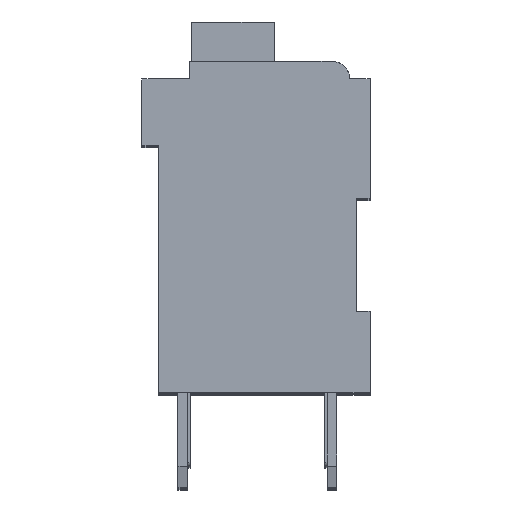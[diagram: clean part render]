
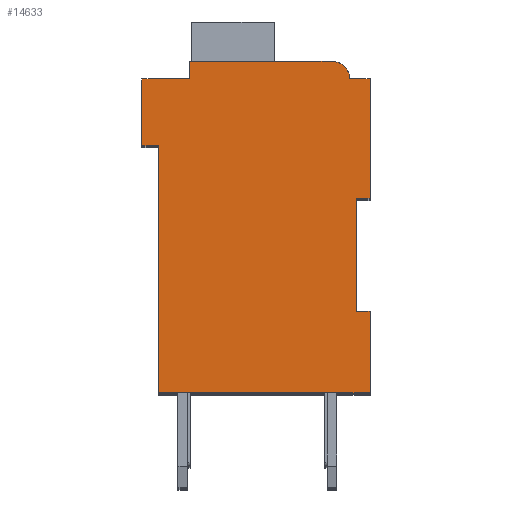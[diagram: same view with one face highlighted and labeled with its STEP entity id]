
A CAD part, top view. The second image highlights one B-rep face of the part: STEP entity #14633.
In plain terms, the highlighted planar face has unit normal (0, 0, 1).
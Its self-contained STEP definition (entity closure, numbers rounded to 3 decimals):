
#3614=DIRECTION('',(1.,0.,0.));
#3615=VECTOR('',#3614,0.5);
#3616=CARTESIAN_POINT('',(7.3,7.15,2.1));
#3617=LINE('',#3616,#3615);
#3618=DIRECTION('',(0.,1.,0.));
#3619=VECTOR('',#3618,4.15);
#3620=CARTESIAN_POINT('',(7.3,3.,2.1));
#3621=LINE('',#3620,#3619);
#3622=DIRECTION('',(-1.,0.,0.));
#3623=VECTOR('',#3622,0.5);
#3624=CARTESIAN_POINT('',(7.8,3.,2.1));
#3625=LINE('',#3624,#3623);
#3626=DIRECTION('',(0.,1.,0.));
#3627=VECTOR('',#3626,3.);
#3628=CARTESIAN_POINT('',(7.8,0.,2.1));
#3629=LINE('',#3628,#3627);
#3630=DIRECTION('',(1.,0.,0.));
#3631=VECTOR('',#3630,7.8);
#3632=CARTESIAN_POINT('',(0.,0.,2.1));
#3633=LINE('',#3632,#3631);
#3634=DIRECTION('',(0.,-1.,0.));
#3635=VECTOR('',#3634,9.1);
#3636=CARTESIAN_POINT('',(0.,9.1,2.1));
#3637=LINE('',#3636,#3635);
#3638=DIRECTION('',(1.,0.,0.));
#3639=VECTOR('',#3638,0.6);
#3640=CARTESIAN_POINT('',(-0.6,9.1,2.1));
#3641=LINE('',#3640,#3639);
#3642=DIRECTION('',(0.,-1.,0.));
#3643=VECTOR('',#3642,2.45);
#3644=CARTESIAN_POINT('',(-0.6,11.55,2.1));
#3645=LINE('',#3644,#3643);
#3646=DIRECTION('',(-1.,0.,0.));
#3647=VECTOR('',#3646,1.75);
#3648=CARTESIAN_POINT('',(1.15,11.55,2.1));
#3649=LINE('',#3648,#3647);
#3650=DIRECTION('',(0.,-1.,0.));
#3651=VECTOR('',#3650,0.65);
#3652=CARTESIAN_POINT('',(1.15,12.2,2.1));
#3653=LINE('',#3652,#3651);
#3654=DIRECTION('',(-1.,0.,0.));
#3655=VECTOR('',#3654,5.25);
#3656=CARTESIAN_POINT('',(6.4,12.2,2.1));
#3657=LINE('',#3656,#3655);
#3658=CARTESIAN_POINT('',(6.4,11.55,2.1));
#3659=DIRECTION('',(0.,0.,1.));
#3660=DIRECTION('',(1.,0.,0.));
#3661=AXIS2_PLACEMENT_3D('',#3658,#3659,#3660);
#3663=DIRECTION('',(-1.,0.,0.));
#3664=VECTOR('',#3663,0.75);
#3665=CARTESIAN_POINT('',(7.8,11.55,2.1));
#3666=LINE('',#3665,#3664);
#3667=DIRECTION('',(0.,1.,0.));
#3668=VECTOR('',#3667,4.4);
#3669=CARTESIAN_POINT('',(7.8,7.15,2.1));
#3670=LINE('',#3669,#3668);
#8343=CARTESIAN_POINT('',(7.3,7.15,2.1));
#8344=CARTESIAN_POINT('',(7.8,7.15,2.1));
#8345=VERTEX_POINT('',#8343);
#8346=VERTEX_POINT('',#8344);
#8347=CARTESIAN_POINT('',(7.8,11.55,2.1));
#8348=VERTEX_POINT('',#8347);
#8349=CARTESIAN_POINT('',(7.05,11.55,2.1));
#8350=VERTEX_POINT('',#8349);
#8351=CARTESIAN_POINT('',(6.4,12.2,2.1));
#8352=VERTEX_POINT('',#8351);
#8353=CARTESIAN_POINT('',(1.15,12.2,2.1));
#8354=VERTEX_POINT('',#8353);
#8355=CARTESIAN_POINT('',(1.15,11.55,2.1));
#8356=VERTEX_POINT('',#8355);
#8357=CARTESIAN_POINT('',(-0.6,11.55,2.1));
#8358=VERTEX_POINT('',#8357);
#8359=CARTESIAN_POINT('',(-0.6,9.1,2.1));
#8360=VERTEX_POINT('',#8359);
#8361=CARTESIAN_POINT('',(0.,9.1,2.1));
#8362=VERTEX_POINT('',#8361);
#8363=CARTESIAN_POINT('',(0.,0.,2.1));
#8364=VERTEX_POINT('',#8363);
#8365=CARTESIAN_POINT('',(7.8,0.,2.1));
#8366=VERTEX_POINT('',#8365);
#8367=CARTESIAN_POINT('',(7.8,3.,2.1));
#8368=VERTEX_POINT('',#8367);
#8369=CARTESIAN_POINT('',(7.3,3.,2.1));
#8370=VERTEX_POINT('',#8369);
#14612=CARTESIAN_POINT('',(0.,0.,2.1));
#14613=DIRECTION('',(0.,0.,1.));
#14614=DIRECTION('',(1.,0.,0.));
#14615=AXIS2_PLACEMENT_3D('',#14612,#14613,#14614);
#14616=PLANE('',#14615);
#14617=ORIENTED_EDGE('',*,*,#10984,.F.);
#14618=ORIENTED_EDGE('',*,*,#11418,.F.);
#14619=ORIENTED_EDGE('',*,*,#11742,.F.);
#14620=ORIENTED_EDGE('',*,*,#11947,.F.);
#14621=ORIENTED_EDGE('',*,*,#12192,.F.);
#14622=ORIENTED_EDGE('',*,*,#12542,.F.);
#14623=ORIENTED_EDGE('',*,*,#12664,.F.);
#14624=ORIENTED_EDGE('',*,*,#12905,.F.);
#14625=ORIENTED_EDGE('',*,*,#13193,.F.);
#14626=ORIENTED_EDGE('',*,*,#13622,.F.);
#14627=ORIENTED_EDGE('',*,*,#13952,.F.);
#14628=ORIENTED_EDGE('',*,*,#13244,.F.);
#14629=ORIENTED_EDGE('',*,*,#13493,.F.);
#14630=ORIENTED_EDGE('',*,*,#11313,.F.);
#14631=EDGE_LOOP('',(#14617,#14618,#14619,#14620,#14621,#14622,#14623,#14624,
#14625,#14626,#14627,#14628,#14629,#14630));
#14632=FACE_OUTER_BOUND('',#14631,.F.);
#3662=CIRCLE('',#3661,0.65);
#10984=EDGE_CURVE('',#8345,#8346,#3617,.T.);
#11313=EDGE_CURVE('',#8346,#8348,#3670,.T.);
#11418=EDGE_CURVE('',#8370,#8345,#3621,.T.);
#11742=EDGE_CURVE('',#8368,#8370,#3625,.T.);
#11947=EDGE_CURVE('',#8366,#8368,#3629,.T.);
#12192=EDGE_CURVE('',#8364,#8366,#3633,.T.);
#12542=EDGE_CURVE('',#8362,#8364,#3637,.T.);
#12664=EDGE_CURVE('',#8360,#8362,#3641,.T.);
#12905=EDGE_CURVE('',#8358,#8360,#3645,.T.);
#13193=EDGE_CURVE('',#8356,#8358,#3649,.T.);
#13244=EDGE_CURVE('',#8350,#8352,#3662,.T.);
#13493=EDGE_CURVE('',#8348,#8350,#3666,.T.);
#13622=EDGE_CURVE('',#8354,#8356,#3653,.T.);
#13952=EDGE_CURVE('',#8352,#8354,#3657,.T.);
#14633=ADVANCED_FACE('',(#14632),#14616,.T.);
